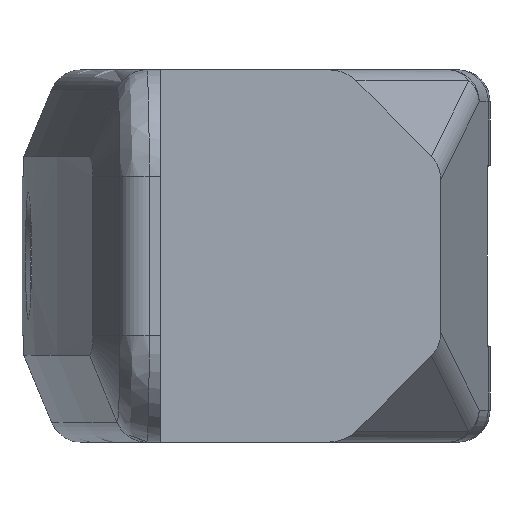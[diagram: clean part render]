
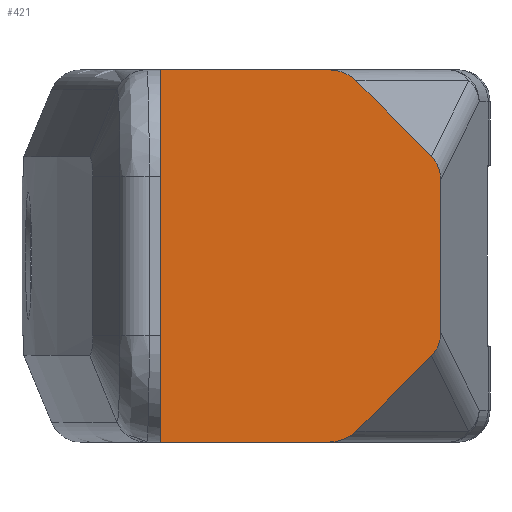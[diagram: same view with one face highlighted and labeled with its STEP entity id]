
A CAD part, front view. The second image highlights one B-rep face of the part: STEP entity #421.
In plain terms, the highlighted planar face has unit normal (0, -1, 0).
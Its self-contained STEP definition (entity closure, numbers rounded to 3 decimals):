
#194 = CARTESIAN_POINT ( 'NONE',  ( 2.53, -16.227, 4.347 ) ) ;
#219 = VERTEX_POINT ( 'NONE', #889 ) ;
#272 = VECTOR ( 'NONE', #1838, 1000. ) ;
#284 = CARTESIAN_POINT ( 'NONE',  ( 2.683, -16.227, 12.346 ) ) ;
#421 = ADVANCED_FACE ( 'NONE', ( #2869 ), #2057, .F. ) ;
#451 = LINE ( 'NONE', #2077, #1804 ) ;
#470 = EDGE_CURVE ( 'NONE', #1121, #219, #2445, .T. ) ;
#589 = VERTEX_POINT ( 'NONE', #4179 ) ;
#632 = CARTESIAN_POINT ( 'NONE',  ( 2.53, -16.227, 13.153 ) ) ;
#637 = CARTESIAN_POINT ( 'NONE',  ( -1.817, -16.227, 0. ) ) ;
#692 = CARTESIAN_POINT ( 'NONE',  ( -1.303, -16.227, 16.986 ) ) ;
#789 = CARTESIAN_POINT ( 'NONE',  ( -2.599, -16.227, 0. ) ) ;
#889 = CARTESIAN_POINT ( 'NONE',  ( -10.5, -16.227, 0. ) ) ;
#911 =( BOUNDED_CURVE ( )  B_SPLINE_CURVE ( 3, ( #692, #2320, #5175, #2669 ),
 .UNSPECIFIED., .F., .F. ) 
 B_SPLINE_CURVE_WITH_KNOTS ( ( 4, 4 ),
 ( 3.859, 4.712 ),
 .UNSPECIFIED. ) 
 CURVE ( )  GEOMETRIC_REPRESENTATION_ITEM ( )  RATIONAL_B_SPLINE_CURVE ( ( 1., 0.94, 0.94, 1. ) ) 
 REPRESENTATION_ITEM ( '' )  );
#953 = CARTESIAN_POINT ( 'NONE',  ( -1.635, -16.227, 0.182 ) ) ;
#983 = CARTESIAN_POINT ( 'NONE',  ( -1.817, -16.227, 17.5 ) ) ;
#1084 = EDGE_CURVE ( 'NONE', #589, #5050, #2177, .T. ) ;
#1099 = ORIENTED_EDGE ( 'NONE', *, *, #1184, .T. ) ;
#1121 = VERTEX_POINT ( 'NONE', #1703 ) ;
#1184 = EDGE_CURVE ( 'NONE', #1681, #589, #4207, .T. ) ;
#1187 = CARTESIAN_POINT ( 'NONE',  ( 2.683, -16.227, 12.346 ) ) ;
#1188 = ORIENTED_EDGE ( 'NONE', *, *, #4184, .T. ) ;
#1262 = DIRECTION ( 'NONE',  ( 0., 1., 0. ) ) ;
#1282 = CARTESIAN_POINT ( 'NONE',  ( 0., -16.227, 0. ) ) ;
#1286 = LINE ( 'NONE', #2163, #2493 ) ;
#1317 = CARTESIAN_POINT ( 'NONE',  ( 2.683, -16.227, 5.154 ) ) ;
#1561 = ORIENTED_EDGE ( 'NONE', *, *, #4222, .T. ) ;
#1624 = ORIENTED_EDGE ( 'NONE', *, *, #4406, .T. ) ;
#1640 =( BOUNDED_CURVE ( )  B_SPLINE_CURVE ( 3, ( #1758, #2959, #953, #4635 ),
 .UNSPECIFIED., .F., .F. ) 
 B_SPLINE_CURVE_WITH_KNOTS ( ( 4, 4 ),
 ( 4.712, 5.566 ),
 .UNSPECIFIED. ) 
 CURVE ( )  GEOMETRIC_REPRESENTATION_ITEM ( )  RATIONAL_B_SPLINE_CURVE ( ( 1., 0.94, 0.94, 1. ) ) 
 REPRESENTATION_ITEM ( '' )  );
#1681 = VERTEX_POINT ( 'NONE', #1187 ) ;
#1703 = CARTESIAN_POINT ( 'NONE',  ( -10.5, -16.227, 17.5 ) ) ;
#1758 = CARTESIAN_POINT ( 'NONE',  ( -2.599, -16.227, 0. ) ) ;
#1804 = VECTOR ( 'NONE', #4612, 1000. ) ;
#1838 = DIRECTION ( 'NONE',  ( 1., 0., 0. ) ) ;
#1864 = LINE ( 'NONE', #637, #272 ) ;
#1997 = EDGE_CURVE ( 'NONE', #5050, #2919, #911, .T. ) ;
#1999 = ORIENTED_EDGE ( 'NONE', *, *, #2363, .T. ) ;
#2036 = DIRECTION ( 'NONE',  ( 0., 0., -1. ) ) ;
#2042 = CARTESIAN_POINT ( 'NONE',  ( -1.303, -16.227, 0.514 ) ) ;
#2057 = PLANE ( 'NONE',  #2340 ) ;
#2077 = CARTESIAN_POINT ( 'NONE',  ( 2.683, -16.227, 4.5 ) ) ;
#2149 = DIRECTION ( 'NONE',  ( -0.707, 0., 0.707 ) ) ;
#2163 = CARTESIAN_POINT ( 'NONE',  ( 2.683, -16.227, 13. ) ) ;
#2164 = CARTESIAN_POINT ( 'NONE',  ( -2.599, -16.227, 17.5 ) ) ;
#2177 = LINE ( 'NONE', #983, #2600 ) ;
#2221 = EDGE_LOOP ( 'NONE', ( #1561, #1999, #2601, #1099, #2986, #2555, #4824, #3180, #1624, #1188 ) ) ;
#2224 = CARTESIAN_POINT ( 'NONE',  ( -10.5, -16.227, 17.5 ) ) ;
#2291 = EDGE_CURVE ( 'NONE', #2919, #1121, #4626, .T. ) ;
#2314 = CARTESIAN_POINT ( 'NONE',  ( 2.683, -16.227, 12.771 ) ) ;
#2320 = CARTESIAN_POINT ( 'NONE',  ( -1.635, -16.227, 17.318 ) ) ;
#2340 = AXIS2_PLACEMENT_3D ( 'NONE', #1282, #1262, #4491 ) ;
#2363 = EDGE_CURVE ( 'NONE', #5013, #3013, #4449, .T. ) ;
#2445 = LINE ( 'NONE', #4083, #4323 ) ;
#2493 = VECTOR ( 'NONE', #5075, 1000. ) ;
#2555 = ORIENTED_EDGE ( 'NONE', *, *, #1997, .T. ) ;
#2573 = CARTESIAN_POINT ( 'NONE',  ( 2.246, -16.227, 4.063 ) ) ;
#2600 = VECTOR ( 'NONE', #2149, 1000. ) ;
#2601 = ORIENTED_EDGE ( 'NONE', *, *, #4649, .T. ) ;
#2669 = CARTESIAN_POINT ( 'NONE',  ( -2.599, -16.227, 17.5 ) ) ;
#2806 = VERTEX_POINT ( 'NONE', #789 ) ;
#2831 = VERTEX_POINT ( 'NONE', #2042 ) ;
#2869 = FACE_OUTER_BOUND ( 'NONE', #2221, .T. ) ;
#2919 = VERTEX_POINT ( 'NONE', #2164 ) ;
#2959 = CARTESIAN_POINT ( 'NONE',  ( -2.094, -16.227, 0. ) ) ;
#2986 = ORIENTED_EDGE ( 'NONE', *, *, #1084, .T. ) ;
#3013 = VERTEX_POINT ( 'NONE', #5048 ) ;
#3096 = CARTESIAN_POINT ( 'NONE',  ( 2.246, -16.227, 13.437 ) ) ;
#3180 = ORIENTED_EDGE ( 'NONE', *, *, #470, .T. ) ;
#3430 = CARTESIAN_POINT ( 'NONE',  ( -1.303, -16.227, 16.986 ) ) ;
#3747 = CARTESIAN_POINT ( 'NONE',  ( 2.683, -16.227, 4.729 ) ) ;
#4083 = CARTESIAN_POINT ( 'NONE',  ( -10.5, -16.227, 0. ) ) ;
#4179 = CARTESIAN_POINT ( 'NONE',  ( 2.246, -16.227, 13.437 ) ) ;
#4184 = EDGE_CURVE ( 'NONE', #2806, #2831, #1640, .T. ) ;
#4207 =( BOUNDED_CURVE ( )  B_SPLINE_CURVE ( 3, ( #284, #2314, #632, #3096 ),
 .UNSPECIFIED., .F., .F. ) 
 B_SPLINE_CURVE_WITH_KNOTS ( ( 4, 4 ),
 ( 2.064, 2.84 ),
 .UNSPECIFIED. ) 
 CURVE ( )  GEOMETRIC_REPRESENTATION_ITEM ( )  RATIONAL_B_SPLINE_CURVE ( ( 1., 0.95, 0.95, 1. ) ) 
 REPRESENTATION_ITEM ( '' )  );
#4222 = EDGE_CURVE ( 'NONE', #2831, #5013, #451, .T. ) ;
#4323 = VECTOR ( 'NONE', #2036, 1000. ) ;
#4406 = EDGE_CURVE ( 'NONE', #219, #2806, #1864, .T. ) ;
#4449 =( BOUNDED_CURVE ( )  B_SPLINE_CURVE ( 3, ( #2573, #194, #3747, #1317 ),
 .UNSPECIFIED., .F., .T. ) 
 B_SPLINE_CURVE_WITH_KNOTS ( ( 4, 4 ),
 ( 0.301, 1.077 ),
 .UNSPECIFIED. ) 
 CURVE ( )  GEOMETRIC_REPRESENTATION_ITEM ( )  RATIONAL_B_SPLINE_CURVE ( ( 1., 0.95, 0.95, 1. ) ) 
 REPRESENTATION_ITEM ( '' )  );
#4491 = DIRECTION ( 'NONE',  ( 0., 0., 1. ) ) ;
#4612 = DIRECTION ( 'NONE',  ( 0.707, 0., 0.707 ) ) ;
#4626 = LINE ( 'NONE', #2224, #4827 ) ;
#4635 = CARTESIAN_POINT ( 'NONE',  ( -1.303, -16.227, 0.514 ) ) ;
#4649 = EDGE_CURVE ( 'NONE', #3013, #1681, #1286, .T. ) ;
#4824 = ORIENTED_EDGE ( 'NONE', *, *, #2291, .T. ) ;
#4827 = VECTOR ( 'NONE', #5000, 1000. ) ;
#5000 = DIRECTION ( 'NONE',  ( -1., 0., 0. ) ) ;
#5013 = VERTEX_POINT ( 'NONE', #5256 ) ;
#5048 = CARTESIAN_POINT ( 'NONE',  ( 2.683, -16.227, 5.154 ) ) ;
#5050 = VERTEX_POINT ( 'NONE', #3430 ) ;
#5075 = DIRECTION ( 'NONE',  ( 0., 0., 1. ) ) ;
#5175 = CARTESIAN_POINT ( 'NONE',  ( -2.094, -16.227, 17.5 ) ) ;
#5256 = CARTESIAN_POINT ( 'NONE',  ( 2.246, -16.227, 4.063 ) ) ;
